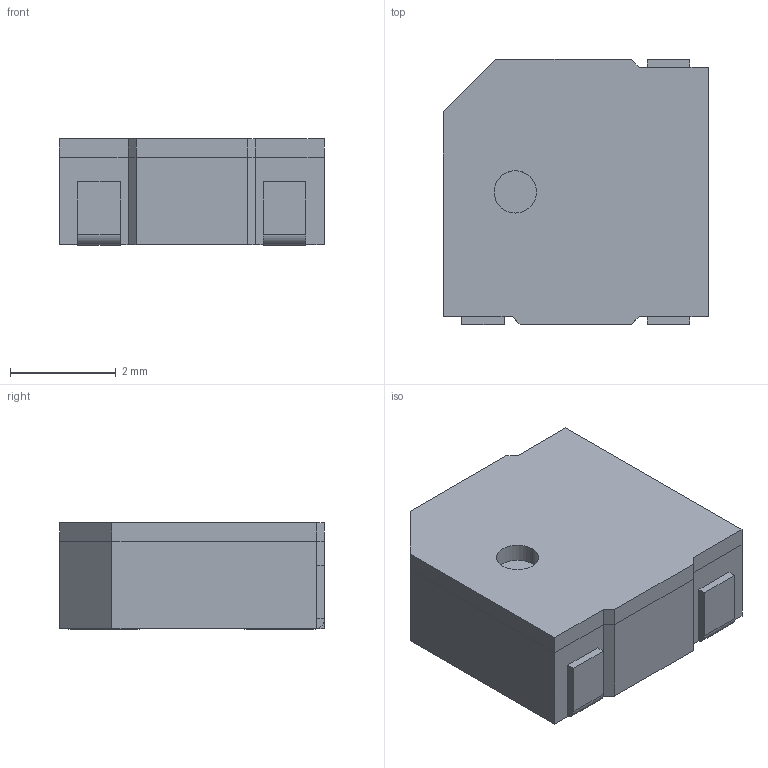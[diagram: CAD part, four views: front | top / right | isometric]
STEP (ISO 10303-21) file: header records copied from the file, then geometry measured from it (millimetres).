
FILE_DESCRIPTION (( 'STEP AP214' ), '1' );
FILE_NAME ('BUZ-SMD_3P-L5.0-W5.0-H2.0-P3.50.step', '2022-06-24T01:34:09', ( '' ), ( '' ), 'SwSTEP 2.0', 'SolidWorks 2020', '' );
FILE_SCHEMA (( 'AUTOMOTIVE_DESIGN' ));
Length unit declared in the file: millimetre
Products named in the file (1): BUZ-SMD_3P-L5.0-W5.0-H2.0-P3.50
Bounding box: 5.01 x 5 x 2.01 mm (x, y, z)
Volume: 47.9 mm3; surface area: 90.2 mm2
Topology: 1 solids, 1 shells, 349 faces, 931 edges, 613 vertices
Faces by surface type: plane 228, bspline 112, cylinder 9
Entity records: 15804 total; most frequent: CARTESIAN_POINT 3998, ORIENTED_EDGE 1862, DIRECTION 1197, EDGE_CURVE 931, LINE 685, VECTOR 685, VERTEX_POINT 613, EDGE_LOOP 378
